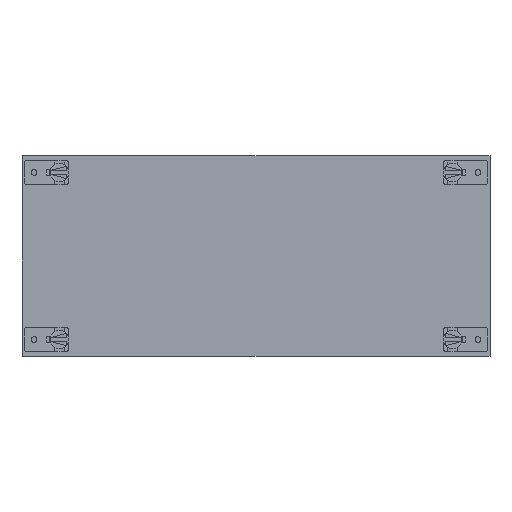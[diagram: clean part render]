
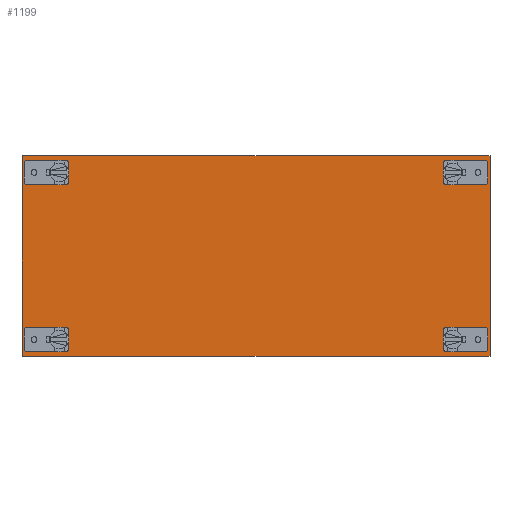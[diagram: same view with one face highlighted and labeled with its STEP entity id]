
A CAD part, top view. The second image highlights one B-rep face of the part: STEP entity #1199.
In plain terms, the highlighted planar face has unit normal (0, 0, 1).
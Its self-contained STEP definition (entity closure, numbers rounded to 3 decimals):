
#298=CARTESIAN_POINT('',(28.,37.5,1.));
#299=DIRECTION('',(0.,0.,1.));
#300=DIRECTION('',(-0.896,-0.445,0.));
#301=AXIS2_PLACEMENT_3D('',#298,#299,#300);
#306=DIRECTION('',(-1.,0.,0.));
#307=VECTOR('',#306,5.239);
#308=CARTESIAN_POINT('',(23.589,39.69,1.));
#309=LINE('',#308,#307);
#313=DIRECTION('',(0.,-1.,0.));
#314=VECTOR('',#313,4.38);
#315=CARTESIAN_POINT('',(18.35,39.69,1.));
#316=LINE('',#315,#314);
#320=DIRECTION('',(1.,0.,0.));
#321=VECTOR('',#320,5.239);
#322=CARTESIAN_POINT('',(18.35,35.31,1.));
#323=LINE('',#322,#321);
#327=CARTESIAN_POINT('',(341.,37.5,1.));
#328=DIRECTION('',(0.,0.,1.));
#329=DIRECTION('',(-1.,0.,0.));
#330=AXIS2_PLACEMENT_3D('',#327,#328,#329);
#335=CARTESIAN_POINT('',(341.,37.5,1.));
#336=DIRECTION('',(0.,0.,1.));
#337=DIRECTION('',(1.,0.,0.));
#338=AXIS2_PLACEMENT_3D('',#335,#336,#337);
#343=CARTESIAN_POINT('',(322.,37.5,1.));
#344=DIRECTION('',(0.,0.,1.));
#345=DIRECTION('',(0.896,0.445,0.));
#346=AXIS2_PLACEMENT_3D('',#343,#344,#345);
#351=DIRECTION('',(1.,0.,0.));
#352=VECTOR('',#351,5.239);
#353=CARTESIAN_POINT('',(326.411,35.31,1.));
#354=LINE('',#353,#352);
#358=DIRECTION('',(0.,1.,0.));
#359=VECTOR('',#358,4.38);
#360=CARTESIAN_POINT('',(331.65,35.31,1.));
#361=LINE('',#360,#359);
#365=DIRECTION('',(-1.,0.,0.));
#366=VECTOR('',#365,5.239);
#367=CARTESIAN_POINT('',(331.65,39.69,1.));
#368=LINE('',#367,#366);
#372=CARTESIAN_POINT('',(9.,37.5,1.));
#373=DIRECTION('',(0.,0.,1.));
#374=DIRECTION('',(1.,0.,0.));
#375=AXIS2_PLACEMENT_3D('',#372,#373,#374);
#380=CARTESIAN_POINT('',(9.,37.5,1.));
#381=DIRECTION('',(0.,0.,1.));
#382=DIRECTION('',(-1.,0.,0.));
#383=AXIS2_PLACEMENT_3D('',#380,#381,#382);
#388=DIRECTION('',(1.,0.,0.));
#389=VECTOR('',#388,350.);
#390=CARTESIAN_POINT('',(0.,-100.,1.));
#391=LINE('',#390,#389);
#395=DIRECTION('',(1.,0.,0.));
#396=VECTOR('',#395,350.);
#397=CARTESIAN_POINT('',(0.,50.,1.));
#398=LINE('',#397,#396);
#402=CARTESIAN_POINT('',(9.,-87.5,1.));
#403=DIRECTION('',(0.,0.,1.));
#404=DIRECTION('',(1.,0.,0.));
#405=AXIS2_PLACEMENT_3D('',#402,#403,#404);
#410=CARTESIAN_POINT('',(9.,-87.5,1.));
#411=DIRECTION('',(0.,0.,1.));
#412=DIRECTION('',(-1.,0.,0.));
#413=AXIS2_PLACEMENT_3D('',#410,#411,#412);
#418=CARTESIAN_POINT('',(341.,-87.5,1.));
#419=DIRECTION('',(0.,0.,1.));
#420=DIRECTION('',(1.,0.,0.));
#421=AXIS2_PLACEMENT_3D('',#418,#419,#420);
#426=CARTESIAN_POINT('',(341.,-87.5,1.));
#427=DIRECTION('',(0.,0.,1.));
#428=DIRECTION('',(-1.,0.,0.));
#429=AXIS2_PLACEMENT_3D('',#426,#427,#428);
#434=CARTESIAN_POINT('',(28.,-87.5,1.));
#435=DIRECTION('',(0.,0.,1.));
#436=DIRECTION('',(-0.904,-0.427,0.));
#437=AXIS2_PLACEMENT_3D('',#434,#435,#436);
#442=DIRECTION('',(-1.,0.,0.));
#443=VECTOR('',#442,5.016);
#444=CARTESIAN_POINT('',(23.366,-85.31,1.));
#445=LINE('',#444,#443);
#449=DIRECTION('',(0.,-1.,0.));
#450=VECTOR('',#449,4.38);
#451=CARTESIAN_POINT('',(18.35,-85.31,1.));
#452=LINE('',#451,#450);
#456=DIRECTION('',(1.,0.,0.));
#457=VECTOR('',#456,5.016);
#458=CARTESIAN_POINT('',(18.35,-89.69,1.));
#459=LINE('',#458,#457);
#463=CARTESIAN_POINT('',(322.,-87.5,1.));
#464=DIRECTION('',(0.,0.,1.));
#465=DIRECTION('',(0.904,0.427,0.));
#466=AXIS2_PLACEMENT_3D('',#463,#464,#465);
#471=DIRECTION('',(1.,0.,0.));
#472=VECTOR('',#471,5.016);
#473=CARTESIAN_POINT('',(326.634,-89.69,1.));
#474=LINE('',#473,#472);
#478=DIRECTION('',(0.,1.,0.));
#479=VECTOR('',#478,4.38);
#480=CARTESIAN_POINT('',(331.65,-89.69,1.));
#481=LINE('',#480,#479);
#485=DIRECTION('',(-1.,0.,0.));
#486=VECTOR('',#485,5.016);
#487=CARTESIAN_POINT('',(331.65,-85.31,1.));
#488=LINE('',#487,#486);
#583=DIRECTION('',(0.,1.,0.));
#584=VECTOR('',#583,150.);
#585=CARTESIAN_POINT('',(350.,-100.,1.));
#586=LINE('',#585,#584);
#653=DIRECTION('',(0.,-1.,0.));
#654=VECTOR('',#653,150.);
#655=CARTESIAN_POINT('',(0.,50.,1.));
#656=LINE('',#655,#654);
#870=CARTESIAN_POINT('',(0.,50.,1.));
#871=CARTESIAN_POINT('',(350.,50.,1.));
#872=VERTEX_POINT('',#870);
#873=VERTEX_POINT('',#871);
#876=CARTESIAN_POINT('',(23.589,39.69,1.));
#877=CARTESIAN_POINT('',(18.35,39.69,1.));
#878=VERTEX_POINT('',#876);
#879=VERTEX_POINT('',#877);
#880=CARTESIAN_POINT('',(18.35,35.31,1.));
#881=VERTEX_POINT('',#880);
#882=CARTESIAN_POINT('',(23.589,35.31,1.));
#883=VERTEX_POINT('',#882);
#884=CARTESIAN_POINT('',(336.75,37.5,1.));
#885=CARTESIAN_POINT('',(345.25,37.5,1.));
#886=VERTEX_POINT('',#884);
#887=VERTEX_POINT('',#885);
#888=CARTESIAN_POINT('',(326.411,35.31,1.));
#889=CARTESIAN_POINT('',(331.65,35.31,1.));
#890=VERTEX_POINT('',#888);
#891=VERTEX_POINT('',#889);
#892=CARTESIAN_POINT('',(331.65,39.69,1.));
#893=VERTEX_POINT('',#892);
#894=CARTESIAN_POINT('',(326.411,39.69,1.));
#895=VERTEX_POINT('',#894);
#896=CARTESIAN_POINT('',(13.25,37.5,1.));
#897=CARTESIAN_POINT('',(4.75,37.5,1.));
#898=VERTEX_POINT('',#896);
#899=VERTEX_POINT('',#897);
#900=CARTESIAN_POINT('',(0.,-100.,1.));
#901=CARTESIAN_POINT('',(350.,-100.,1.));
#902=VERTEX_POINT('',#900);
#903=VERTEX_POINT('',#901);
#948=CARTESIAN_POINT('',(13.25,-87.5,1.));
#949=CARTESIAN_POINT('',(4.75,-87.5,1.));
#950=VERTEX_POINT('',#948);
#951=VERTEX_POINT('',#949);
#952=CARTESIAN_POINT('',(345.25,-87.5,1.));
#953=CARTESIAN_POINT('',(336.75,-87.5,1.));
#954=VERTEX_POINT('',#952);
#955=VERTEX_POINT('',#953);
#956=CARTESIAN_POINT('',(23.366,-89.69,1.));
#957=CARTESIAN_POINT('',(23.366,-85.31,1.));
#958=VERTEX_POINT('',#956);
#959=VERTEX_POINT('',#957);
#960=CARTESIAN_POINT('',(18.35,-85.31,1.));
#961=VERTEX_POINT('',#960);
#962=CARTESIAN_POINT('',(18.35,-89.69,1.));
#963=VERTEX_POINT('',#962);
#964=CARTESIAN_POINT('',(326.634,-85.31,1.));
#965=CARTESIAN_POINT('',(326.634,-89.69,1.));
#966=VERTEX_POINT('',#964);
#967=VERTEX_POINT('',#965);
#968=CARTESIAN_POINT('',(331.65,-89.69,1.));
#969=VERTEX_POINT('',#968);
#970=CARTESIAN_POINT('',(331.65,-85.31,1.));
#971=VERTEX_POINT('',#970);
#1124=CARTESIAN_POINT('',(0.,0.,1.));
#1125=DIRECTION('',(0.,0.,1.));
#1126=DIRECTION('',(1.,0.,0.));
#1127=AXIS2_PLACEMENT_3D('',#1124,#1125,#1126);
#1128=PLANE('',#1127);
#1130=ORIENTED_EDGE('',*,*,#1129,.F.);
#1132=ORIENTED_EDGE('',*,*,#1131,.F.);
#1134=ORIENTED_EDGE('',*,*,#1133,.F.);
#1136=ORIENTED_EDGE('',*,*,#1135,.T.);
#1137=EDGE_LOOP('',(#1130,#1132,#1134,#1136));
#1138=FACE_OUTER_BOUND('',#1137,.F.);
#1140=ORIENTED_EDGE('',*,*,#1139,.T.);
#1142=ORIENTED_EDGE('',*,*,#1141,.T.);
#1143=EDGE_LOOP('',(#1140,#1142));
#1144=FACE_BOUND('',#1143,.F.);
#1146=ORIENTED_EDGE('',*,*,#1145,.T.);
#1148=ORIENTED_EDGE('',*,*,#1147,.T.);
#1150=ORIENTED_EDGE('',*,*,#1149,.T.);
#1152=ORIENTED_EDGE('',*,*,#1151,.T.);
#1153=EDGE_LOOP('',(#1146,#1148,#1150,#1152));
#1154=FACE_BOUND('',#1153,.F.);
#1156=ORIENTED_EDGE('',*,*,#1155,.T.);
#1158=ORIENTED_EDGE('',*,*,#1157,.T.);
#1159=EDGE_LOOP('',(#1156,#1158));
#1160=FACE_BOUND('',#1159,.F.);
#1161=ORIENTED_EDGE('',*,*,#1076,.T.);
#1162=ORIENTED_EDGE('',*,*,#1091,.T.);
#1163=ORIENTED_EDGE('',*,*,#1105,.T.);
#1164=ORIENTED_EDGE('',*,*,#1118,.T.);
#1165=EDGE_LOOP('',(#1161,#1162,#1163,#1164));
#1166=FACE_BOUND('',#1165,.F.);
#1168=ORIENTED_EDGE('',*,*,#1167,.T.);
#1170=ORIENTED_EDGE('',*,*,#1169,.T.);
#1171=EDGE_LOOP('',(#1168,#1170));
#1172=FACE_BOUND('',#1171,.F.);
#1174=ORIENTED_EDGE('',*,*,#1173,.T.);
#1176=ORIENTED_EDGE('',*,*,#1175,.T.);
#1177=EDGE_LOOP('',(#1174,#1176));
#1178=FACE_BOUND('',#1177,.F.);
#1180=ORIENTED_EDGE('',*,*,#1179,.T.);
#1182=ORIENTED_EDGE('',*,*,#1181,.T.);
#1184=ORIENTED_EDGE('',*,*,#1183,.T.);
#1186=ORIENTED_EDGE('',*,*,#1185,.T.);
#1187=EDGE_LOOP('',(#1180,#1182,#1184,#1186));
#1188=FACE_BOUND('',#1187,.F.);
#1190=ORIENTED_EDGE('',*,*,#1189,.T.);
#1192=ORIENTED_EDGE('',*,*,#1191,.T.);
#1194=ORIENTED_EDGE('',*,*,#1193,.T.);
#1196=ORIENTED_EDGE('',*,*,#1195,.T.);
#1197=EDGE_LOOP('',(#1190,#1192,#1194,#1196));
#1198=FACE_BOUND('',#1197,.F.);
#302=CIRCLE('',#301,4.925);
#331=CIRCLE('',#330,4.25);
#339=CIRCLE('',#338,4.25);
#347=CIRCLE('',#346,4.925);
#376=CIRCLE('',#375,4.25);
#384=CIRCLE('',#383,4.25);
#406=CIRCLE('',#405,4.25);
#414=CIRCLE('',#413,4.25);
#422=CIRCLE('',#421,4.25);
#430=CIRCLE('',#429,4.25);
#438=CIRCLE('',#437,5.125);
#467=CIRCLE('',#466,5.125);
#1076=EDGE_CURVE('',#883,#878,#302,.T.);
#1091=EDGE_CURVE('',#878,#879,#309,.T.);
#1105=EDGE_CURVE('',#879,#881,#316,.T.);
#1118=EDGE_CURVE('',#881,#883,#323,.T.);
#1129=EDGE_CURVE('',#903,#873,#586,.T.);
#1131=EDGE_CURVE('',#902,#903,#391,.T.);
#1133=EDGE_CURVE('',#872,#902,#656,.T.);
#1135=EDGE_CURVE('',#872,#873,#398,.T.);
#1139=EDGE_CURVE('',#886,#887,#331,.T.);
#1141=EDGE_CURVE('',#887,#886,#339,.T.);
#1145=EDGE_CURVE('',#895,#890,#347,.T.);
#1147=EDGE_CURVE('',#890,#891,#354,.T.);
#1149=EDGE_CURVE('',#891,#893,#361,.T.);
#1151=EDGE_CURVE('',#893,#895,#368,.T.);
#1155=EDGE_CURVE('',#898,#899,#376,.T.);
#1157=EDGE_CURVE('',#899,#898,#384,.T.);
#1167=EDGE_CURVE('',#950,#951,#406,.T.);
#1169=EDGE_CURVE('',#951,#950,#414,.T.);
#1173=EDGE_CURVE('',#954,#955,#422,.T.);
#1175=EDGE_CURVE('',#955,#954,#430,.T.);
#1179=EDGE_CURVE('',#958,#959,#438,.T.);
#1181=EDGE_CURVE('',#959,#961,#445,.T.);
#1183=EDGE_CURVE('',#961,#963,#452,.T.);
#1185=EDGE_CURVE('',#963,#958,#459,.T.);
#1189=EDGE_CURVE('',#966,#967,#467,.T.);
#1191=EDGE_CURVE('',#967,#969,#474,.T.);
#1193=EDGE_CURVE('',#969,#971,#481,.T.);
#1195=EDGE_CURVE('',#971,#966,#488,.T.);
#1199=ADVANCED_FACE('',(#1138,#1144,#1154,#1160,#1166,#1172,#1178,#1188,#1198),
#1128,.T.);
